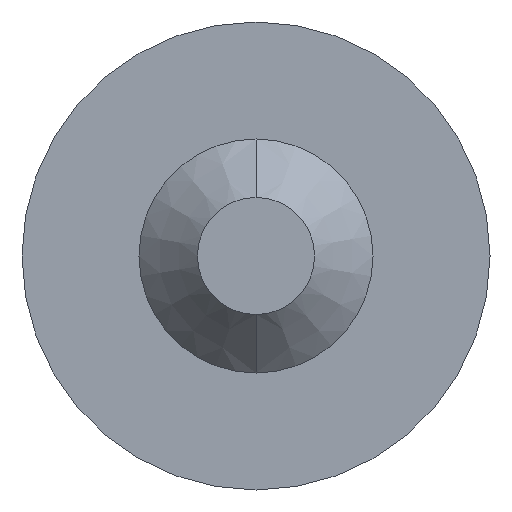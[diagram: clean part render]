
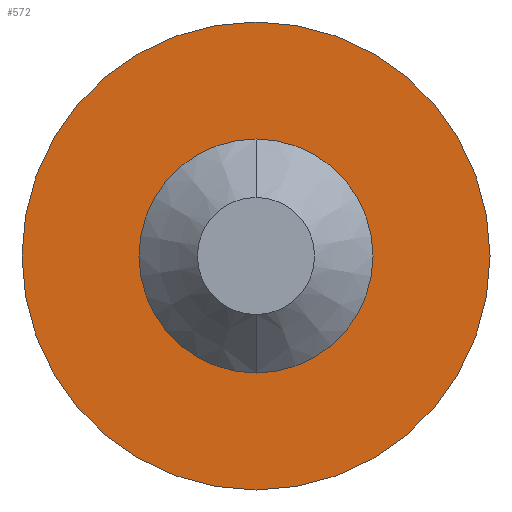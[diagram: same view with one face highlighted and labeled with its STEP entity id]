
A CAD part, front view. The second image highlights one B-rep face of the part: STEP entity #572.
In plain terms, the highlighted planar face has unit normal (0, -1, 0).
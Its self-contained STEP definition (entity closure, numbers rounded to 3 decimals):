
#8 = EDGE_CURVE ( 'NONE', #16, #499, #325, .T. ) ;
#11 = CIRCLE ( 'NONE', #52, 1. ) ;
#16 = VERTEX_POINT ( 'NONE', #108 ) ;
#26 = EDGE_CURVE ( 'NONE', #194, #251, #498, .T. ) ;
#47 = DIRECTION ( 'NONE',  ( 0., 0., 1. ) ) ;
#52 = AXIS2_PLACEMENT_3D ( 'NONE', #571, #326, #619 ) ;
#57 = EDGE_LOOP ( 'NONE', ( #507, #514 ) ) ;
#89 = CARTESIAN_POINT ( 'NONE',  ( 0., 0., 1. ) ) ;
#100 = CIRCLE ( 'NONE', #375, 2. ) ;
#108 = CARTESIAN_POINT ( 'NONE',  ( 0., 0., 2. ) ) ;
#135 = PLANE ( 'NONE',  #197 ) ;
#146 = DIRECTION ( 'NONE',  ( 0., 1., 0. ) ) ;
#194 = VERTEX_POINT ( 'NONE', #89 ) ;
#197 = AXIS2_PLACEMENT_3D ( 'NONE', #407, #275, #521 ) ;
#205 = EDGE_CURVE ( 'NONE', #251, #194, #11, .T. ) ;
#251 = VERTEX_POINT ( 'NONE', #370 ) ;
#261 = EDGE_LOOP ( 'NONE', ( #294, #492 ) ) ;
#267 = CARTESIAN_POINT ( 'NONE',  ( 0., 0., 0. ) ) ;
#275 = DIRECTION ( 'NONE',  ( 0., 1., 0. ) ) ;
#279 = FACE_BOUND ( 'NONE', #261, .T. ) ;
#292 = AXIS2_PLACEMENT_3D ( 'NONE', #584, #332, #580 ) ;
#294 = ORIENTED_EDGE ( 'NONE', *, *, #26, .T. ) ;
#325 = CIRCLE ( 'NONE', #292, 2. ) ;
#326 = DIRECTION ( 'NONE',  ( 0., 1., 0. ) ) ;
#332 = DIRECTION ( 'NONE',  ( 0., 1., 0. ) ) ;
#370 = CARTESIAN_POINT ( 'NONE',  ( 0., 0., -1. ) ) ;
#375 = AXIS2_PLACEMENT_3D ( 'NONE', #267, #597, #598 ) ;
#398 = CARTESIAN_POINT ( 'NONE',  ( 0., 0., -2. ) ) ;
#407 = CARTESIAN_POINT ( 'NONE',  ( 0., 0., 0. ) ) ;
#431 = CARTESIAN_POINT ( 'NONE',  ( 0., 0., 0. ) ) ;
#452 = FACE_OUTER_BOUND ( 'NONE', #57, .T. ) ;
#492 = ORIENTED_EDGE ( 'NONE', *, *, #205, .T. ) ;
#498 = CIRCLE ( 'NONE', #522, 1. ) ;
#499 = VERTEX_POINT ( 'NONE', #398 ) ;
#507 = ORIENTED_EDGE ( 'NONE', *, *, #528, .F. ) ;
#514 = ORIENTED_EDGE ( 'NONE', *, *, #8, .F. ) ;
#521 = DIRECTION ( 'NONE',  ( 0., 0., 1. ) ) ;
#522 = AXIS2_PLACEMENT_3D ( 'NONE', #431, #146, #47 ) ;
#528 = EDGE_CURVE ( 'NONE', #499, #16, #100, .T. ) ;
#571 = CARTESIAN_POINT ( 'NONE',  ( 0., 0., 0. ) ) ;
#572 = ADVANCED_FACE ( 'NONE', ( #279, #452 ), #135, .F. ) ;
#580 = DIRECTION ( 'NONE',  ( 0., 0., 1. ) ) ;
#584 = CARTESIAN_POINT ( 'NONE',  ( 0., 0., 0. ) ) ;
#597 = DIRECTION ( 'NONE',  ( 0., 1., 0. ) ) ;
#598 = DIRECTION ( 'NONE',  ( 0., 0., 1. ) ) ;
#619 = DIRECTION ( 'NONE',  ( 0., 0., 1. ) ) ;
